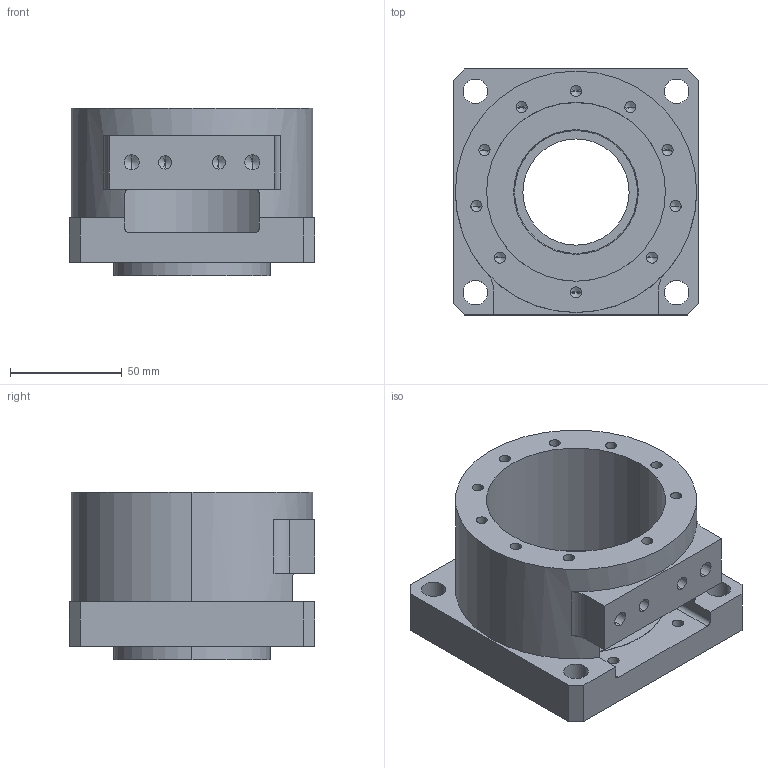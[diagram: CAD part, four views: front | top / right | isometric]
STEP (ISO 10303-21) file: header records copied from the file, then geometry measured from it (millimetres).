
FILE_DESCRIPTION (( 'STEP AP214' ), '1' );
FILE_NAME ('200901-00000.003.0_B_Lagerdeckel_oben.STEP', '2012-09-04T18:33:19', ( '' ), ( '' ), 'SwSTEP 2.0', 'SolidWorks 2010', '' );
FILE_SCHEMA (( 'AUTOMOTIVE_DESIGN' ));
Length unit declared in the file: millimetre
Products named in the file (1): 200901-00000.003.0_B_Lagerdeckel_oben
Bounding box: 110 x 110 x 75 mm (x, y, z)
Volume: 332462.9 mm3; surface area: 78751.3 mm2
Topology: 1 solids, 1 shells, 212 faces, 560 edges, 346 vertices
Faces by surface type: cylinder 114, plane 64, cone 34
Entity records: 6816 total; most frequent: DIRECTION 1178, CARTESIAN_POINT 1163, ORIENTED_EDGE 1056, EDGE_CURVE 528, AXIS2_PLACEMENT_3D 443, VERTEX_POINT 346, VECTOR 292, LINE 292
